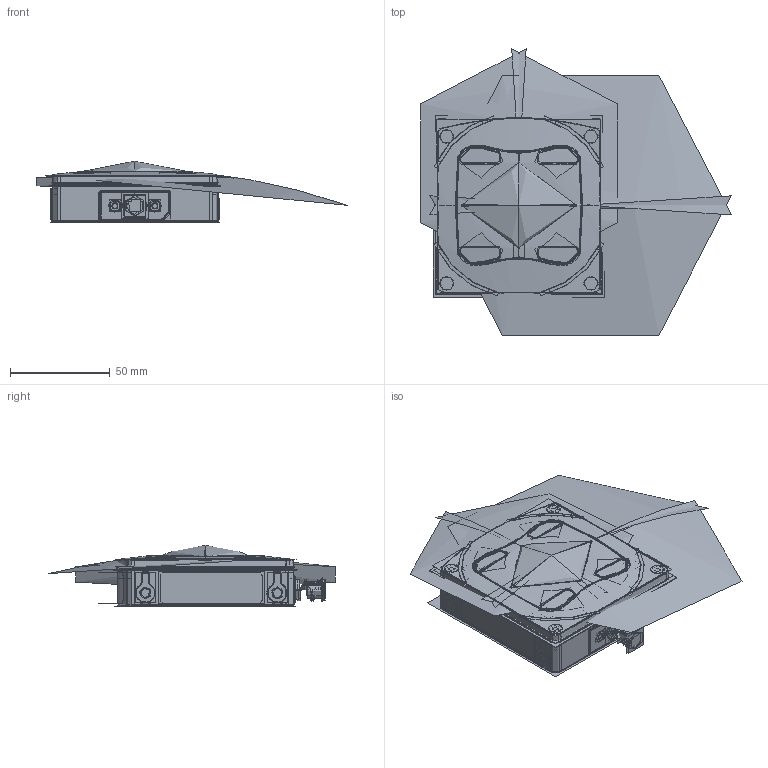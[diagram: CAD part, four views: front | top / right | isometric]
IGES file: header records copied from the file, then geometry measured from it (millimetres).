
Start section:  PTC IGES file: 241451_sm01.igs
Global section: file name: 241451_sm01.igs; native system: Creo Parametric by PTC Inc.; preprocessor: 2022414; author: banengservice; organization: Unknown; date: 20240529.145558; units: millimetre
Bounding box: 155.42 x 143.18 x 30.77 mm (x, y, z)
Volume: 171944.2 mm3; surface area: 296512.6 mm2
Topology: 1 solids, 2 shells, 4558 faces, 23751 edges, 30088 vertices
Faces by surface type: revolution 2500, bspline 1904, extrusion 154
